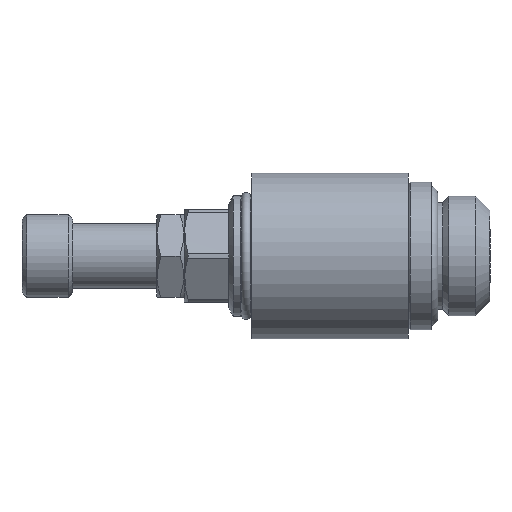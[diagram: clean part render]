
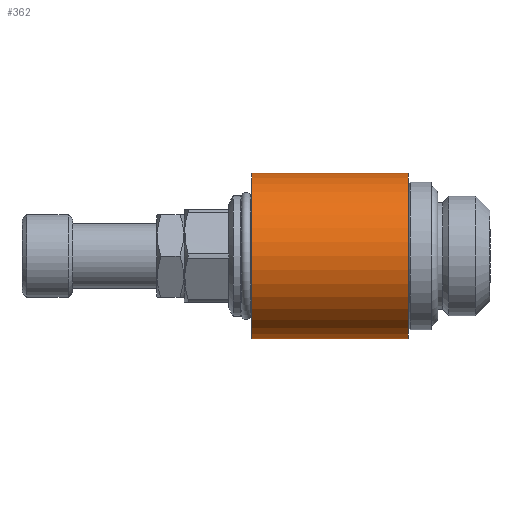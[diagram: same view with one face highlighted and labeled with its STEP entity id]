
A CAD part, left-side view. The second image highlights one B-rep face of the part: STEP entity #362.
In plain terms, the highlighted cylindrical face has radius 9 mm (diameter 18 mm), a full revolution.
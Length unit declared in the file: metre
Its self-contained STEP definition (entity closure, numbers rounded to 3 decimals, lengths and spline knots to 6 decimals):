
#362 = ADVANCED_FACE( 'NONE', ( #745, #746, #747 ), #748, .T. );
#745 = FACE_OUTER_BOUND( '', #1355, .T. );
#746 = FACE_OUTER_BOUND( '', #1356, .T. );
#747 = FACE_BOUND( '', #1357, .T. );
#748 = CYLINDRICAL_SURFACE( '', #1358, 0.009 );
#1355 = EDGE_LOOP( '', ( #2087 ) );
#1356 = EDGE_LOOP( '', ( #2088 ) );
#1357 = EDGE_LOOP( '', ( #2089, #2090 ) );
#1358 = AXIS2_PLACEMENT_3D( '', #2091, #2092, #2093 );
#2087 = ORIENTED_EDGE( '', *, *, #2191, .T. );
#2088 = ORIENTED_EDGE( '', *, *, #2185, .T. );
#2089 = ORIENTED_EDGE( '', *, *, #2348, .T. );
#2090 = ORIENTED_EDGE( '', *, *, #2306, .T. );
#2091 = CARTESIAN_POINT( '', ( 0., 0.032286, 0. ) );
#2092 = DIRECTION( '', ( 0., 1., 0. ) );
#2093 = DIRECTION( '', ( 0., 0., 1. ) );
#2185 = EDGE_CURVE( 'NONE', #2500, #2500, #2501, .T. );
#2191 = EDGE_CURVE( 'NONE', #2509, #2509, #2510, .T. );
#2306 = EDGE_CURVE( 'NONE', #2687, #2688, #2689, .T. );
#2348 = EDGE_CURVE( 'NONE', #2688, #2687, #2748, .T. );
#2500 = VERTEX_POINT( '', #2981 );
#2501 = CIRCLE( '', #2982, 0.009 );
#2509 = VERTEX_POINT( '', #2990 );
#2510 = CIRCLE( '', #2991, 0.009 );
#2687 = VERTEX_POINT( 'NONE', #3333 );
#2688 = VERTEX_POINT( 'NONE', #3334 );
#2689 = B_SPLINE_CURVE_WITH_KNOTS( '', 3, ( #3335, #3336, #3337, #3338, #3339, #3340, #3341, #3342, #3343, #3344, #3345, #3346, #3347, #3348, #3349, #3350, #3351, #3352, #3353, #3354, #3355, #3356, #3357 ), .UNSPECIFIED., .F., .F., ( 4, 1, 1, 1, 1, 1, 1, 1, 1, 1, 1, 1, 1, 1, 1, 1, 1, 1, 1, 1, 4 ), ( 0., 0.01563, 0.03126, 0.062508, 0.124939, 0.18737, 0.24989, 0.312412, 0.374933, 0.437453, 0.499974, 0.562494, 0.625015, 0.687535, 0.750056, 0.812578, 0.875028, 0.937483, 0.96874, 0.984368, 1. ), .UNSPECIFIED. );
#2748 = B_SPLINE_CURVE_WITH_KNOTS( '', 3, ( #3511, #3512, #3513, #3514, #3515, #3516, #3517, #3518, #3519, #3520, #3521, #3522, #3523, #3524, #3525, #3526, #3527, #3528, #3529, #3530, #3531, #3532, #3533 ), .UNSPECIFIED., .F., .F., ( 4, 1, 1, 1, 1, 1, 1, 1, 1, 1, 1, 1, 1, 1, 1, 1, 1, 1, 1, 1, 4 ), ( 0., 0.01563, 0.03126, 0.062508, 0.124939, 0.18737, 0.249891, 0.312412, 0.374933, 0.437454, 0.499974, 0.562495, 0.625015, 0.687535, 0.750056, 0.812577, 0.875028, 0.937483, 0.96874, 0.984368, 1. ), .UNSPECIFIED. );
#2981 = CARTESIAN_POINT( '', ( 0., 0.0262, -0.009 ) );
#2982 = AXIS2_PLACEMENT_3D( '', #3796, #3797, #3798 );
#2990 = CARTESIAN_POINT( '', ( 0., 0.0092, 0.009 ) );
#2991 = AXIS2_PLACEMENT_3D( '', #3805, #3806, #3807 );
#3333 = CARTESIAN_POINT( '', ( 0.007856, 0.020573, -0.004392 ) );
#3334 = CARTESIAN_POINT( '', ( 0.007853, 0.016838, 0.004396 ) );
#3335 = CARTESIAN_POINT( '', ( 0.007856, 0.020573, -0.004392 ) );
#3336 = CARTESIAN_POINT( '', ( 0.00784, 0.020498, -0.004419 ) );
#3337 = CARTESIAN_POINT( '', ( 0.007809, 0.020349, -0.004474 ) );
#3338 = CARTESIAN_POINT( '', ( 0.007755, 0.020042, -0.004567 ) );
#3339 = CARTESIAN_POINT( '', ( 0.007679, 0.019494, -0.004695 ) );
#3340 = CARTESIAN_POINT( '', ( 0.007634, 0.018681, -0.004767 ) );
#3341 = CARTESIAN_POINT( '', ( 0.007693, 0.017707, -0.004673 ) );
#3342 = CARTESIAN_POINT( '', ( 0.007852, 0.016778, -0.004405 ) );
#3343 = CARTESIAN_POINT( '', ( 0.00808, 0.015927, -0.003977 ) );
#3344 = CARTESIAN_POINT( '', ( 0.008341, 0.015178, -0.003403 ) );
#3345 = CARTESIAN_POINT( '', ( 0.008599, 0.014551, -0.002697 ) );
#3346 = CARTESIAN_POINT( '', ( 0.008819, 0.01407, -0.001871 ) );
#3347 = CARTESIAN_POINT( '', ( 0.008967, 0.013766, -0.000949 ) );
#3348 = CARTESIAN_POINT( '', ( 0.009018, 0.013664, 0.000028 ) );
#3349 = CARTESIAN_POINT( '', ( 0.008961, 0.013777, 0.001003 ) );
#3350 = CARTESIAN_POINT( '', ( 0.008808, 0.014093, 0.00192 ) );
#3351 = CARTESIAN_POINT( '', ( 0.008585, 0.014582, 0.00274 ) );
#3352 = CARTESIAN_POINT( '', ( 0.008327, 0.015216, 0.003439 ) );
#3353 = CARTESIAN_POINT( '', ( 0.00811, 0.015846, 0.003909 ) );
#3354 = CARTESIAN_POINT( '', ( 0.007973, 0.016329, 0.004176 ) );
#3355 = CARTESIAN_POINT( '', ( 0.007902, 0.016617, 0.004308 ) );
#3356 = CARTESIAN_POINT( '', ( 0.00787, 0.016765, 0.004367 ) );
#3357 = CARTESIAN_POINT( '', ( 0.007853, 0.016838, 0.004396 ) );
#3511 = CARTESIAN_POINT( '', ( 0.007853, 0.016838, 0.004396 ) );
#3512 = CARTESIAN_POINT( '', ( 0.007838, 0.016913, 0.004424 ) );
#3513 = CARTESIAN_POINT( '', ( 0.007807, 0.017063, 0.004478 ) );
#3514 = CARTESIAN_POINT( '', ( 0.007754, 0.017369, 0.00457 ) );
#3515 = CARTESIAN_POINT( '', ( 0.007678, 0.017917, 0.004696 ) );
#3516 = CARTESIAN_POINT( '', ( 0.007634, 0.018728, 0.004767 ) );
#3517 = CARTESIAN_POINT( '', ( 0.007694, 0.019701, 0.004671 ) );
#3518 = CARTESIAN_POINT( '', ( 0.007853, 0.020627, 0.004402 ) );
#3519 = CARTESIAN_POINT( '', ( 0.008081, 0.021476, 0.003974 ) );
#3520 = CARTESIAN_POINT( '', ( 0.008342, 0.022224, 0.003401 ) );
#3521 = CARTESIAN_POINT( '', ( 0.008599, 0.02285, 0.002696 ) );
#3522 = CARTESIAN_POINT( '', ( 0.008819, 0.02333, 0.001871 ) );
#3523 = CARTESIAN_POINT( '', ( 0.008967, 0.023634, 0.00095 ) );
#3524 = CARTESIAN_POINT( '', ( 0.009018, 0.023736, -0.000025 ) );
#3525 = CARTESIAN_POINT( '', ( 0.008962, 0.023623, -0.000998 ) );
#3526 = CARTESIAN_POINT( '', ( 0.008809, 0.02331, -0.001915 ) );
#3527 = CARTESIAN_POINT( '', ( 0.008587, 0.022822, -0.002733 ) );
#3528 = CARTESIAN_POINT( '', ( 0.008329, 0.02219, -0.003432 ) );
#3529 = CARTESIAN_POINT( '', ( 0.008113, 0.021563, -0.003904 ) );
#3530 = CARTESIAN_POINT( '', ( 0.007976, 0.021081, -0.004171 ) );
#3531 = CARTESIAN_POINT( '', ( 0.007905, 0.020794, -0.004303 ) );
#3532 = CARTESIAN_POINT( '', ( 0.007872, 0.020647, -0.004362 ) );
#3533 = CARTESIAN_POINT( '', ( 0.007856, 0.020573, -0.004392 ) );
#3796 = CARTESIAN_POINT( '', ( 0., 0.0262, 0. ) );
#3797 = DIRECTION( '', ( 0., -1., 0. ) );
#3798 = DIRECTION( '', ( 0., 0., -1. ) );
#3805 = CARTESIAN_POINT( '', ( 0., 0.0092, 0. ) );
#3806 = DIRECTION( '', ( 0., 1., 0. ) );
#3807 = DIRECTION( '', ( 0., 0., 1. ) );
